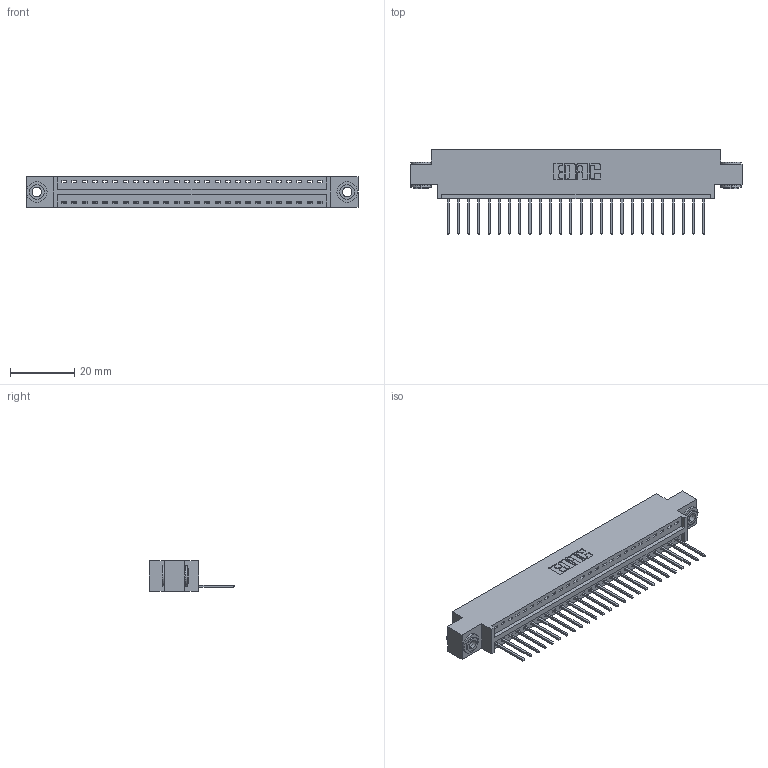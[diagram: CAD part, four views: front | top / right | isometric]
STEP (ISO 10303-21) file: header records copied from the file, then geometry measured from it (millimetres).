
FILE_DESCRIPTION (( 'STEP AP203' ), '1' );
FILE_NAME ('346-026-522-603.STEP', '2022-05-06T02:32:22', ( '' ), ( '' ), 'SwSTEP 2.0', 'SolidWorks 2020', '' );
FILE_SCHEMA (( 'CONFIG_CONTROL_DESIGN' ));
Length unit declared in the file: inch
Products named in the file (4): 345-292-001_345-293-122; 346-026-522-603; 346 Part_0.170 Offset - 0.156 Dia-TH; 345-250-002_345-250-002-102
Assembly tree (29 placements, depth 2):
  346-026-522-603
    346 Part_0.170 Offset - 0.156 Dia-TH
    345-292-001_345-293-122  x26
    345-250-002_345-250-002-102  x2
Bounding box: 103.12 x 26.42 x 9.4 mm (x, y, z)
Volume: 9611 mm3; surface area: 12347.3 mm2
Topology: 29 solids, 29 shells, 1686 faces, 5029 edges, 3314 vertices
Faces by surface type: plane 1144, cylinder 534, cone 8
Entity records: 19506 total; most frequent: CARTESIAN_POINT 3331, ORIENTED_EDGE 3282, DIRECTION 2987, EDGE_CURVE 1641, LINE 1381, VECTOR 1381, VERTEX_POINT 1090, AXIS2_PLACEMENT_3D 803
